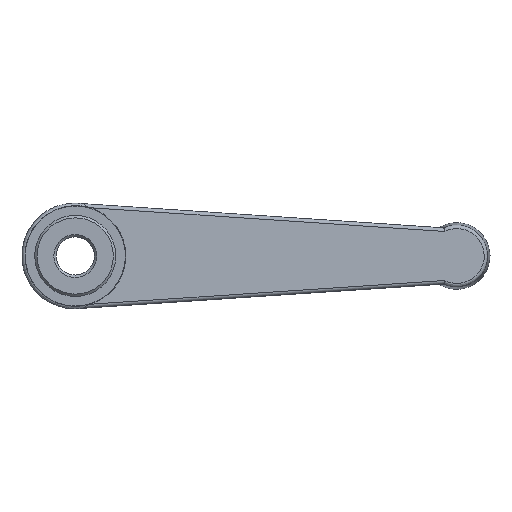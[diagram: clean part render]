
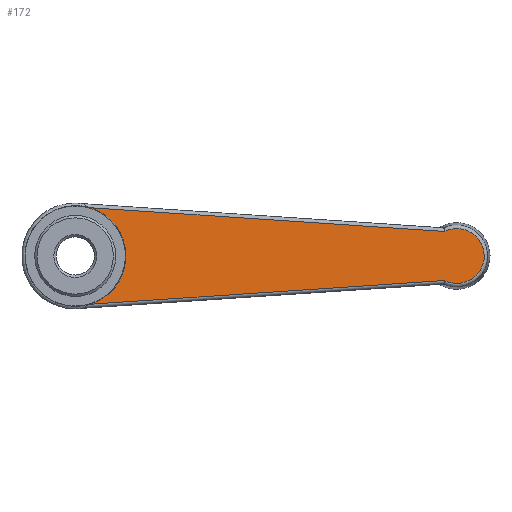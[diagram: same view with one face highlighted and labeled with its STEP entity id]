
A CAD part, front view. The second image highlights one B-rep face of the part: STEP entity #172.
In plain terms, the highlighted planar face has unit normal (0.107, -0.994, 0).
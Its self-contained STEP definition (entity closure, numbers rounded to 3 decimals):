
#114=ELLIPSE('',#604,21.254,21.133);
#115=ELLIPSE('',#605,11.555,11.489);
#123=LINE('',#934,#130);
#124=LINE('',#938,#131);
#130=VECTOR('',#693,1.);
#131=VECTOR('',#696,1.);
#172=ADVANCED_FACE('',(#251),#207,.T.);
#207=PLANE('',#606);
#251=FACE_OUTER_BOUND('',#282,.T.);
#282=EDGE_LOOP('',(#366,#367,#368,#369));
#366=ORIENTED_EDGE('',*,*,#531,.F.);
#367=ORIENTED_EDGE('',*,*,#532,.T.);
#368=ORIENTED_EDGE('',*,*,#533,.T.);
#369=ORIENTED_EDGE('',*,*,#534,.T.);
#480=VERTEX_POINT('',#932);
#481=VERTEX_POINT('',#933);
#482=VERTEX_POINT('',#935);
#483=VERTEX_POINT('',#937);
#531=EDGE_CURVE('',#480,#481,#114,.T.);
#532=EDGE_CURVE('',#480,#482,#123,.T.);
#533=EDGE_CURVE('',#482,#483,#115,.T.);
#534=EDGE_CURVE('',#483,#481,#124,.T.);
#604=AXIS2_PLACEMENT_3D('',#931,#691,#692);
#605=AXIS2_PLACEMENT_3D('',#936,#694,#695);
#606=AXIS2_PLACEMENT_3D('',#939,#697,#698);
#691=DIRECTION('',(0.107,-0.994,0.));
#692=DIRECTION('',(0.994,0.107,0.));
#693=DIRECTION('',(0.992,0.106,0.066));
#694=DIRECTION('',(0.107,-0.994,0.));
#695=DIRECTION('',(-0.994,-0.107,0.));
#696=DIRECTION('',(-0.992,-0.106,0.066));
#697=DIRECTION('',(0.107,-0.994,0.));
#698=DIRECTION('',(0.994,0.107,0.));
#931=CARTESIAN_POINT('',(115.079,63.82,0.));
#932=CARTESIAN_POINT('',(121.076,64.462,-20.264));
#933=CARTESIAN_POINT('',(121.076,64.462,20.264));
#934=CARTESIAN_POINT('',(285.876,82.123,-9.225));
#935=CARTESIAN_POINT('',(269.966,80.418,-10.291));
#936=CARTESIAN_POINT('',(275.074,80.965,0.));
#937=CARTESIAN_POINT('',(269.966,80.418,10.291));
#938=CARTESIAN_POINT('',(265.437,79.932,10.594));
#939=CARTESIAN_POINT('',(275.,80.957,155.));
